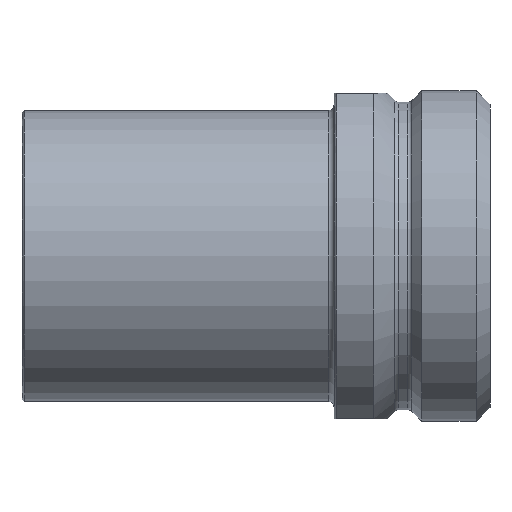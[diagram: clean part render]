
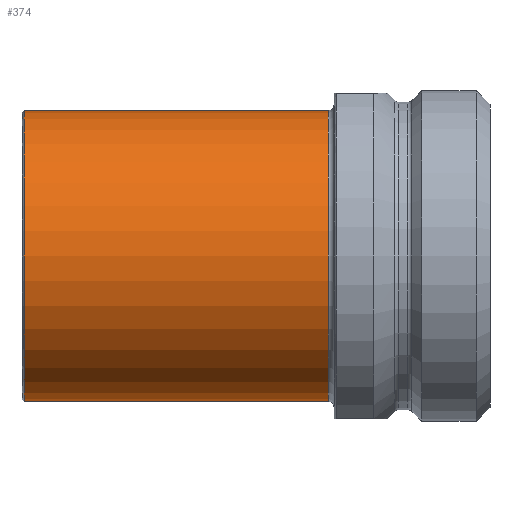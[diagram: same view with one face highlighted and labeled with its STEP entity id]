
A CAD part, front view. The second image highlights one B-rep face of the part: STEP entity #374.
In plain terms, the highlighted cylindrical face has radius 21 mm (diameter 42 mm), a full revolution.
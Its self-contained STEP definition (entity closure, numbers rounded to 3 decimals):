
#45=CIRCLE('',#432,21.);
#48=CIRCLE('',#435,21.);
#49=CIRCLE('',#437,21.);
#50=CIRCLE('',#438,21.);
#65=CYLINDRICAL_SURFACE('',#436,21.);
#79=FACE_OUTER_BOUND('',#101,.T.);
#101=EDGE_LOOP('',(#305,#306,#307,#308,#309,#310));
#125=LINE('',#677,#141);
#141=VECTOR('',#535,21.);
#176=VERTEX_POINT('',#668);
#177=VERTEX_POINT('',#669);
#179=VERTEX_POINT('',#676);
#180=VERTEX_POINT('',#678);
#222=EDGE_CURVE('',#176,#177,#45,.T.);
#225=EDGE_CURVE('',#177,#176,#48,.T.);
#226=EDGE_CURVE('',#176,#179,#125,.T.);
#227=EDGE_CURVE('',#180,#179,#49,.T.);
#228=EDGE_CURVE('',#179,#180,#50,.T.);
#305=ORIENTED_EDGE('',*,*,#222,.F.);
#306=ORIENTED_EDGE('',*,*,#226,.T.);
#307=ORIENTED_EDGE('',*,*,#227,.F.);
#308=ORIENTED_EDGE('',*,*,#228,.F.);
#309=ORIENTED_EDGE('',*,*,#226,.F.);
#310=ORIENTED_EDGE('',*,*,#225,.F.);
#374=ADVANCED_FACE('',(#79),#65,.T.);
#432=AXIS2_PLACEMENT_3D('',#670,#525,#526);
#435=AXIS2_PLACEMENT_3D('',#674,#531,#532);
#436=AXIS2_PLACEMENT_3D('',#675,#533,#534);
#437=AXIS2_PLACEMENT_3D('',#679,#536,#537);
#438=AXIS2_PLACEMENT_3D('',#680,#538,#539);
#525=DIRECTION('center_axis',(1.,0.,0.));
#526=DIRECTION('ref_axis',(0.,-1.,0.));
#531=DIRECTION('center_axis',(1.,0.,0.));
#532=DIRECTION('ref_axis',(0.,-1.,0.));
#533=DIRECTION('center_axis',(1.,0.,0.));
#534=DIRECTION('ref_axis',(0.,1.,0.));
#535=DIRECTION('',(-1.,0.,0.));
#536=DIRECTION('center_axis',(-1.,0.,0.));
#537=DIRECTION('ref_axis',(0.,-1.,0.));
#538=DIRECTION('center_axis',(-1.,0.,0.));
#539=DIRECTION('ref_axis',(0.,-1.,0.));
#668=CARTESIAN_POINT('',(-23.3,-21.,0.));
#669=CARTESIAN_POINT('',(-23.3,0.,21.));
#670=CARTESIAN_POINT('Origin',(-23.3,0.,0.));
#674=CARTESIAN_POINT('Origin',(-23.3,0.,0.));
#675=CARTESIAN_POINT('Origin',(-45.,0.,0.));
#676=CARTESIAN_POINT('',(-67.2,-21.,0.));
#677=CARTESIAN_POINT('',(-45.,-21.,0.));
#678=CARTESIAN_POINT('',(-67.2,21.,0.));
#679=CARTESIAN_POINT('Origin',(-67.2,0.,0.));
#680=CARTESIAN_POINT('Origin',(-67.2,0.,0.));
